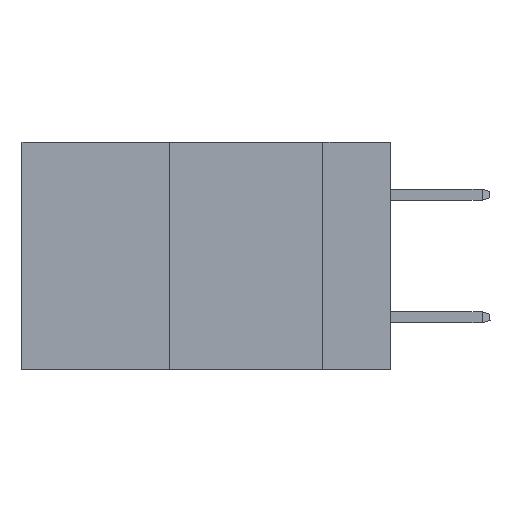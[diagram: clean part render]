
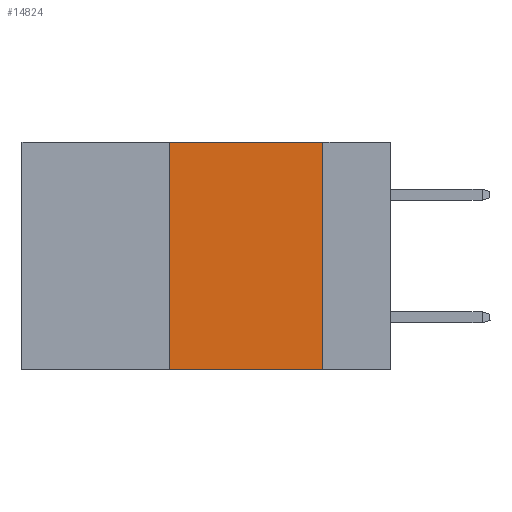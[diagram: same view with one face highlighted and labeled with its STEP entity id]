
A CAD part, left-side view. The second image highlights one B-rep face of the part: STEP entity #14824.
In plain terms, the highlighted planar face has unit normal (-1, 0, 0).
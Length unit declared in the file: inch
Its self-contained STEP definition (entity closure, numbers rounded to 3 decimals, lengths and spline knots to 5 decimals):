
#1306 = LINE ( 'NONE', #15309, #19861 ) ;
#1627 = CARTESIAN_POINT ( 'NONE',  ( 0., 0.36, 0. ) ) ;
#1925 = EDGE_CURVE ( 'NONE', #2369, #11290, #19048, .T. ) ;
#2369 = VERTEX_POINT ( 'NONE', #1627 ) ;
#2766 = PLANE ( 'NONE',  #12622 ) ;
#3782 = ORIENTED_EDGE ( 'NONE', *, *, #1925, .F. ) ;
#6167 = CARTESIAN_POINT ( 'NONE',  ( 0., 0.36, 0. ) ) ;
#6946 = CARTESIAN_POINT ( 'NONE',  ( 0., 0.36, -0.37 ) ) ;
#7766 = EDGE_LOOP ( 'NONE', ( #14873, #3782, #8287, #18669 ) ) ;
#8287 = ORIENTED_EDGE ( 'NONE', *, *, #12949, .F. ) ;
#8289 = DIRECTION ( 'NONE',  ( 1., 0., 0. ) ) ;
#8629 = VECTOR ( 'NONE', #22082, 39.37008 ) ;
#9653 = VECTOR ( 'NONE', #19850, 39.37008 ) ;
#11290 = VERTEX_POINT ( 'NONE', #15683 ) ;
#12204 = CARTESIAN_POINT ( 'NONE',  ( 0., 0.6, -0.37 ) ) ;
#12505 = EDGE_CURVE ( 'NONE', #14425, #19917, #18104, .T. ) ;
#12622 = AXIS2_PLACEMENT_3D ( 'NONE', #18923, #8289, #20677 ) ;
#12949 = EDGE_CURVE ( 'NONE', #14425, #2369, #22132, .T. ) ;
#13719 = CARTESIAN_POINT ( 'NONE',  ( 0., 0.11, -0.37 ) ) ;
#14425 = VERTEX_POINT ( 'NONE', #6946 ) ;
#14824 = ADVANCED_FACE ( 'NONE', ( #21781 ), #2766, .F. ) ;
#14873 = ORIENTED_EDGE ( 'NONE', *, *, #22954, .F. ) ;
#15309 = CARTESIAN_POINT ( 'NONE',  ( 0., 0.11, 0. ) ) ;
#15683 = CARTESIAN_POINT ( 'NONE',  ( 0., 0.11, 0. ) ) ;
#15742 = DIRECTION ( 'NONE',  ( 0., -1., 0. ) ) ;
#16359 = CARTESIAN_POINT ( 'NONE',  ( 0., 0.6, 0. ) ) ;
#18104 = LINE ( 'NONE', #12204, #22154 ) ;
#18669 = ORIENTED_EDGE ( 'NONE', *, *, #12505, .T. ) ;
#18821 = DIRECTION ( 'NONE',  ( 0., 0., -1. ) ) ;
#18923 = CARTESIAN_POINT ( 'NONE',  ( 0., 0.6, 0. ) ) ;
#19048 = LINE ( 'NONE', #16359, #9653 ) ;
#19850 = DIRECTION ( 'NONE',  ( 0., -1., 0. ) ) ;
#19861 = VECTOR ( 'NONE', #18821, 39.37008 ) ;
#19917 = VERTEX_POINT ( 'NONE', #13719 ) ;
#20677 = DIRECTION ( 'NONE',  ( 0., 0., -1. ) ) ;
#21781 = FACE_OUTER_BOUND ( 'NONE', #7766, .T. ) ;
#22082 = DIRECTION ( 'NONE',  ( 0., 0., 1. ) ) ;
#22132 = LINE ( 'NONE', #6167, #8629 ) ;
#22154 = VECTOR ( 'NONE', #15742, 39.37008 ) ;
#22954 = EDGE_CURVE ( 'NONE', #11290, #19917, #1306, .T. ) ;
